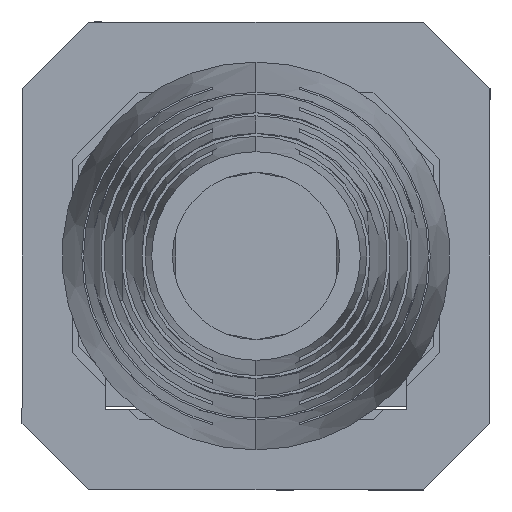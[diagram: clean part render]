
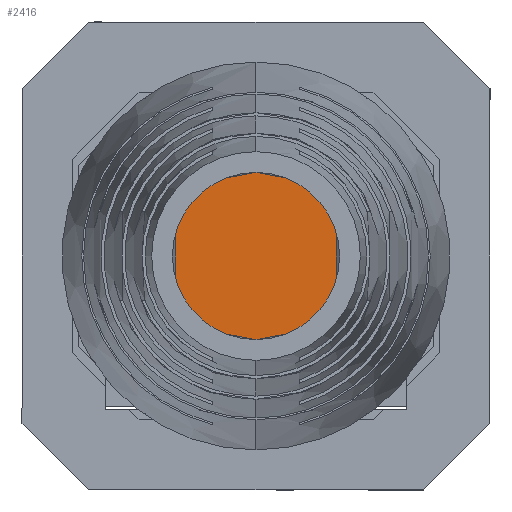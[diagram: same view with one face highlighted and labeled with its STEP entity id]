
A CAD part, front view. The second image highlights one B-rep face of the part: STEP entity #2416.
In plain terms, the highlighted planar face has unit normal (0, -1, 0).
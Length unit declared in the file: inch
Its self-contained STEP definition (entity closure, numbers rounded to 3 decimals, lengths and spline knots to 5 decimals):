
#314 = EDGE_CURVE ( 'NONE', #2321, #8021, #8710, .T. ) ;
#1467 = AXIS2_PLACEMENT_3D ( 'NONE', #7844, #8622, #7196 ) ;
#1998 = ORIENTED_EDGE ( 'NONE', *, *, #314, .T. ) ;
#2321 = VERTEX_POINT ( 'NONE', #2442 ) ;
#2416 = ADVANCED_FACE ( 'NONE', ( #3832 ), #6959, .T. ) ;
#2442 = CARTESIAN_POINT ( 'NONE',  ( 0., -0.536, 0.0625 ) ) ;
#2907 = ORIENTED_EDGE ( 'NONE', *, *, #4138, .T. ) ;
#3177 = CARTESIAN_POINT ( 'NONE',  ( 0., -0.536, 0. ) ) ;
#3372 = DIRECTION ( 'NONE',  ( 0., 0., -1. ) ) ;
#3503 = AXIS2_PLACEMENT_3D ( 'NONE', #3177, #8515, #9198 ) ;
#3832 = FACE_OUTER_BOUND ( 'NONE', #4478, .T. ) ;
#3885 = AXIS2_PLACEMENT_3D ( 'NONE', #6208, #4781, #3372 ) ;
#4138 = EDGE_CURVE ( 'NONE', #8021, #2321, #9208, .T. ) ;
#4478 = EDGE_LOOP ( 'NONE', ( #1998, #2907 ) ) ;
#4781 = DIRECTION ( 'NONE',  ( 0., -1., 0. ) ) ;
#6208 = CARTESIAN_POINT ( 'NONE',  ( 0.0725, -0.536, 0. ) ) ;
#6492 = CARTESIAN_POINT ( 'NONE',  ( 0., -0.536, -0.0625 ) ) ;
#6959 = PLANE ( 'NONE',  #3885 ) ;
#7196 = DIRECTION ( 'NONE',  ( 0., 0., -1. ) ) ;
#7844 = CARTESIAN_POINT ( 'NONE',  ( 0., -0.536, 0. ) ) ;
#8021 = VERTEX_POINT ( 'NONE', #6492 ) ;
#8515 = DIRECTION ( 'NONE',  ( 0., -1., 0. ) ) ;
#8622 = DIRECTION ( 'NONE',  ( 0., -1., 0. ) ) ;
#8710 = CIRCLE ( 'NONE', #3503, 0.0625 ) ;
#9198 = DIRECTION ( 'NONE',  ( 0., 0., -1. ) ) ;
#9208 = CIRCLE ( 'NONE', #1467, 0.0625 ) ;
